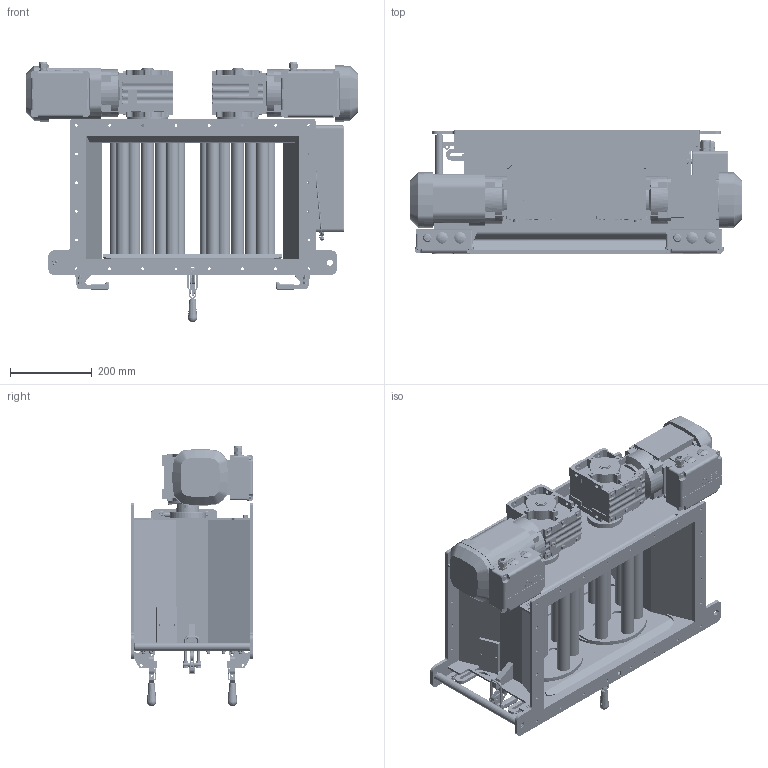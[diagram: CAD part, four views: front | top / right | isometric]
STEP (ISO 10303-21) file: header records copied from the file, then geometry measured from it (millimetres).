
FILE_DESCRIPTION(/* description */ (''),/* implementation_level */ '2;1');
FILE_NAME(/* name */ 'E0160716.stp',/* time_stamp */ '2023-07-27T14:22:20+02:00',/* author */ ('avd'),/* organization */ (''),/* preprocessor_version */ 'ST-DEVELOPER v18.1',/* originating_system */ 'Autodesk Inventor 2021',/* authorisation */ '');
FILE_SCHEMA (('CONFIG_CONTROL_DESIGN'));
Products named in the file (1): Part1
Bounding box: 810 x 300 x 635.69 mm (x, y, z)
Volume: 18682765.8 mm3; surface area: 3995825.1 mm2
Topology: 9 solids, 76 shells, 6736 faces, 17733 edges, 11424 vertices
Faces by surface type: plane 3622, cylinder 1887, cone 704, torus 376, bspline 106, sphere 41
Full cylindrical faces by diameter (mm): 2.2 x8, 2.5 x4, 3.242 x1, 4 x4, 4.134 x22, 4.801 x14, 4.886 x2, 4.917 x15, 5 x9, 5.3 x2, 5.459 x18, 5.5 x10, 6 x74, 6.1 x4, 6.2 x8, 6.35 x6, 6.4 x14, 6.401 x4, 6.5 x4, 6.6 x2, 6.647 x52, 7 x20, 7.112 x8, 7.5 x4, 8 x6, 8.249 x1, 8.4 x2, 8.5 x2, 8.566 x2, 8.7 x18
Entity records: 225297 total; most frequent: CARTESIAN_POINT 49994, DIRECTION 35638, ORIENTED_EDGE 35328, EDGE_CURVE 17664, AXIS2_PLACEMENT_3D 13115, VERTEX_POINT 11422, LINE 9408, VECTOR 9408
